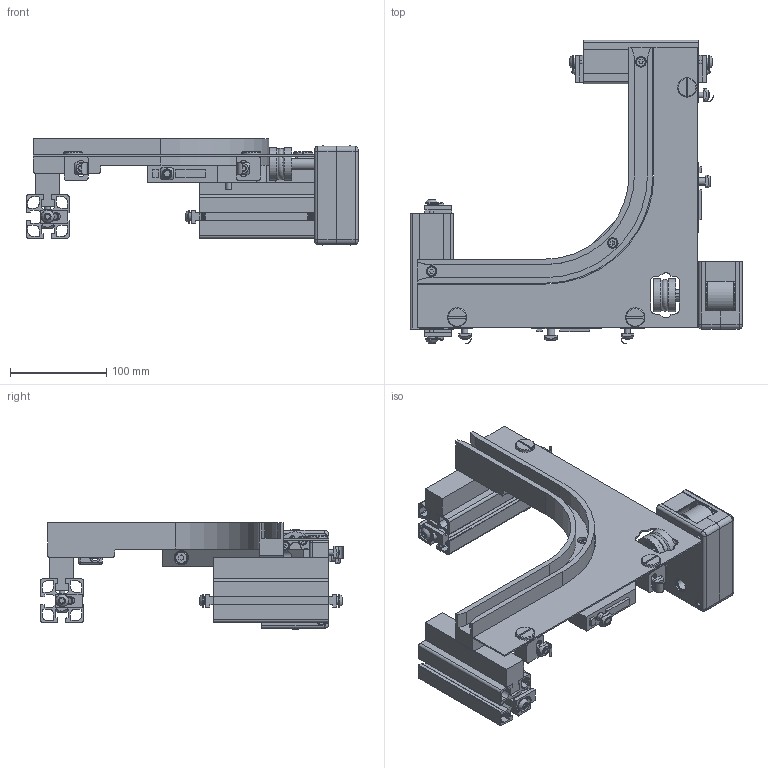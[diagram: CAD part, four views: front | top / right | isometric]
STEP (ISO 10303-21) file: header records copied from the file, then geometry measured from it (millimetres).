
FILE_DESCRIPTION(/* description */ ('Kurve 200 - 90° rechts/links'),/* implementation_level */ '2;1');
FILE_NAME(/* name */ '430050-0S.step',/* time_stamp */ '2021-09-06T14:50:24+02:00',/* author */ ('MuellerJ'),/* organization */ (''),/* preprocessor_version */ 'ST-DEVELOPER v18.1',/* originating_system */ 'Autodesk Inventor 2021',/* authorisation */ '');
FILE_SCHEMA (('AUTOMOTIVE_DESIGN { 1 0 10303 214 3 1 1 }'));
Length unit declared in the file: millimetre
Products named in the file (36): 43-0050-0FZ.000; 43-1310-1FZ.000; 43-1311-1FZ.002; 43-1312-0FZ.001; leer; 21-1355-1FZ.002; leer_1; 21-1351-2FZ.005; leer_2; leer_3; 21-1351-0FZ.004; leer_4; leer_5; 21-1393-2FZ.003; leer_6; 21-1492-0FZ.003; 20-1033-0FZ.001; leer_7; leer_8; 21-1351-0FZ.004_1; leer_9; 43-1101-0BG.002; 43-1101-1FZ.001; 43-1103-0FZ.005; 43-1109-0FZ.000; MTW_1-00101639; leer_10; 43-1104-0FZ.003; leer_11; leer_12; 43-1106-0FZ.001; leer_13; 43-1107-0FZ.001; leer_14; leer_15; leer_16
Assembly tree (58 placements, depth 4):
  43-0050-0FZ.000
    43-1310-1FZ.000
    43-1311-1FZ.002
    43-1312-0FZ.001
    leer  x3
      21-1355-1FZ.002
      leer_1
      21-1351-2FZ.005
    leer_2  x2
    leer_3  x2
    21-1351-0FZ.004  x2
    leer_4  x4
      leer_5
        21-1393-2FZ.003
        leer_6
      21-1492-0FZ.003
    20-1033-0FZ.001  x2
    leer_7  x3
    leer_8  x2
    21-1351-0FZ.004_1  x2
    leer_9
    43-1101-0BG.002
      43-1101-1FZ.001
      43-1103-0FZ.005
      43-1109-0FZ.000
      MTW_1-00101639
      leer_10  x4
      43-1104-0FZ.003  x2
      leer_11  x2
      leer_12  x2
      43-1106-0FZ.001
      leer_13
      43-1107-0FZ.001
      leer_14  x3
      leer_15  x3
      leer_16
Bounding box: 345 x 315.3 x 111.05 mm (x, y, z)
Volume: 1124008.3 mm3; surface area: 472404.9 mm2
Topology: 64 solids, 68 shells, 1688 faces, 4489 edges, 2976 vertices
Faces by surface type: plane 890, cylinder 490, cone 129, torus 127, sphere 44, bspline 8
Full cylindrical faces by diameter (mm): 3.5 x2, 4.134 x11, 4.917 x1, 5 x11, 5.5 x5, 6 x17, 6.6 x6, 8 x16, 8.2 x4, 8.5 x5, 9 x4, 9.5 x3, 10 x8, 11 x3, 12 x10, 13 x2, 13.5 x4, 15 x4, 16.65 x16, 16.95 x8, 17 x5, 20 x3, 22 x2, 23.48 x8, 25.05 x8, 28 x6, 29 x4, 34 x2, 34.975 x2, 39 x4
Entity records: 27956 total; most frequent: CARTESIAN_POINT 5494, DIRECTION 4501, ORIENTED_EDGE 4306, EDGE_CURVE 2153, AXIS2_PLACEMENT_3D 1610, VERTEX_POINT 1447, LINE 1281, VECTOR 1281
